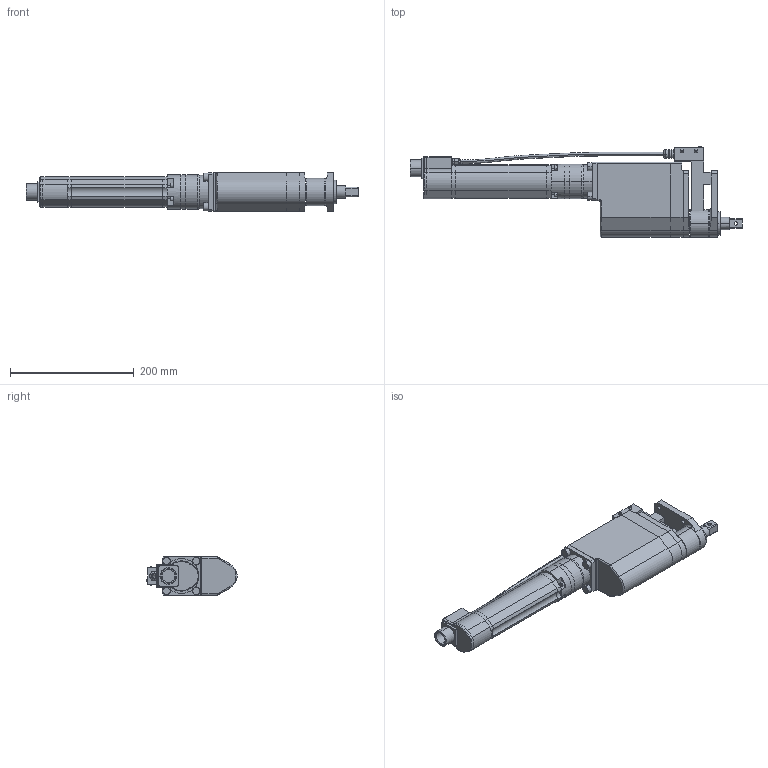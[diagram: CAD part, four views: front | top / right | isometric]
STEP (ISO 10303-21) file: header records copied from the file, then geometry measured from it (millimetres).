
FILE_DESCRIPTION (( 'STEP AP203' ), '1' );
FILE_NAME ('CFT-202RS3-O.STEP', '2012-11-20T12:31:02', ( '' ), ( '' ), 'SwSTEP 2.0', 'SolidWorks 2013', '' );
FILE_SCHEMA (( 'CONFIG_CONTROL_DESIGN' ));
Length unit declared in the file: millimetre
Products named in the file (1): CFT-202RS3-O
Bounding box: 536.4 x 145.85 x 62 mm (x, y, z)
Volume: 1840182.8 mm3; surface area: 229838.3 mm2
Topology: 22 solids, 22 shells, 401 faces, 926 edges, 590 vertices
Faces by surface type: plane 202, cylinder 136, torus 33, cone 26, sphere 2, bspline 2
Entity records: 11652 total; most frequent: CARTESIAN_POINT 2170, DIRECTION 2097, ORIENTED_EDGE 1848, EDGE_CURVE 924, AXIS2_PLACEMENT_3D 791, VERTEX_POINT 590, VECTOR 515, LINE 515
